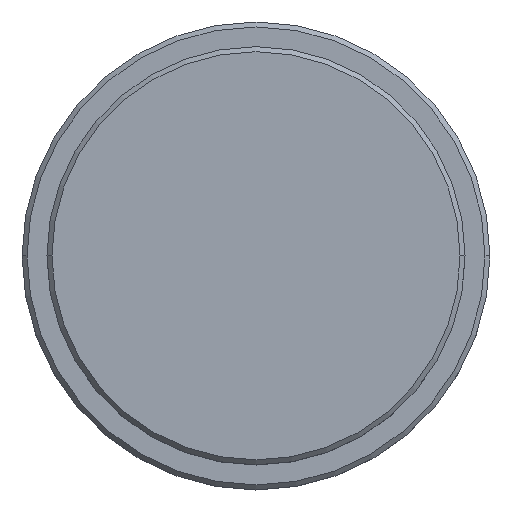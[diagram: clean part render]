
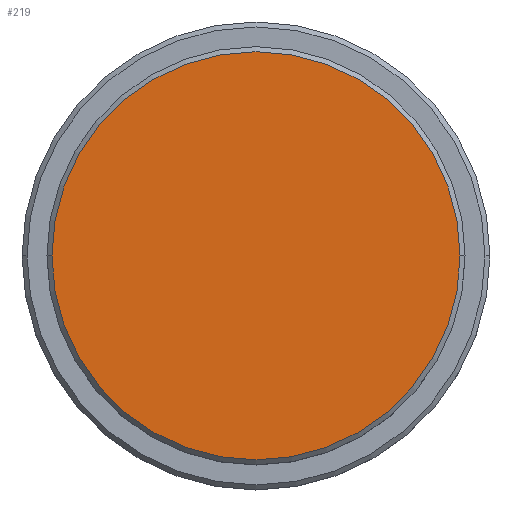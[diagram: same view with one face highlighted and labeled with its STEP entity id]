
A CAD part, top view. The second image highlights one B-rep face of the part: STEP entity #219.
In plain terms, the highlighted planar face has unit normal (0, 0, 1).
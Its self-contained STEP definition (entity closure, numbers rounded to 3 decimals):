
#100 = VERTEX_POINT ( 'NONE', #757 ) ;
#122 = DIRECTION ( 'NONE',  ( 0., 0., 1. ) ) ;
#126 = AXIS2_PLACEMENT_3D ( 'NONE', #981, #647, #436 ) ;
#155 = VERTEX_POINT ( 'NONE', #1033 ) ;
#204 = EDGE_CURVE ( 'NONE', #100, #155, #579, .T. ) ;
#209 = CARTESIAN_POINT ( 'NONE',  ( 0., 0., 0. ) ) ;
#219 = ADVANCED_FACE ( 'NONE', ( #231 ), #1212, .T. ) ;
#231 = FACE_OUTER_BOUND ( 'NONE', #1011, .T. ) ;
#323 = AXIS2_PLACEMENT_3D ( 'NONE', #1108, #344, #1014 ) ;
#344 = DIRECTION ( 'NONE',  ( 0., 0., 1. ) ) ;
#436 = DIRECTION ( 'NONE',  ( 1., 0., 0. ) ) ;
#579 = CIRCLE ( 'NONE', #126, 20.5 ) ;
#647 = DIRECTION ( 'NONE',  ( 0., 0., 1. ) ) ;
#757 = CARTESIAN_POINT ( 'NONE',  ( 20.5, 0., 0. ) ) ;
#825 = DIRECTION ( 'NONE',  ( 1., 0., 0. ) ) ;
#896 = AXIS2_PLACEMENT_3D ( 'NONE', #209, #122, #825 ) ;
#931 = CIRCLE ( 'NONE', #323, 20.5 ) ;
#981 = CARTESIAN_POINT ( 'NONE',  ( 0., 0., 0. ) ) ;
#1011 = EDGE_LOOP ( 'NONE', ( #1233, #1152 ) ) ;
#1014 = DIRECTION ( 'NONE',  ( 1., 0., 0. ) ) ;
#1033 = CARTESIAN_POINT ( 'NONE',  ( -20.5, 0., 0. ) ) ;
#1108 = CARTESIAN_POINT ( 'NONE',  ( 0., 0., 0. ) ) ;
#1152 = ORIENTED_EDGE ( 'NONE', *, *, #204, .T. ) ;
#1196 = EDGE_CURVE ( 'NONE', #155, #100, #931, .T. ) ;
#1212 = PLANE ( 'NONE',  #896 ) ;
#1233 = ORIENTED_EDGE ( 'NONE', *, *, #1196, .T. ) ;
